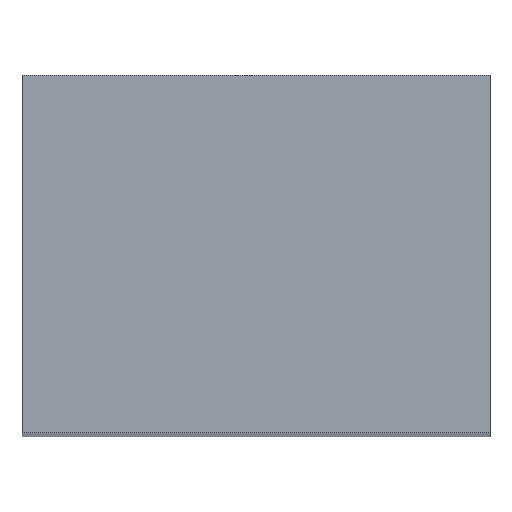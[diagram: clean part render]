
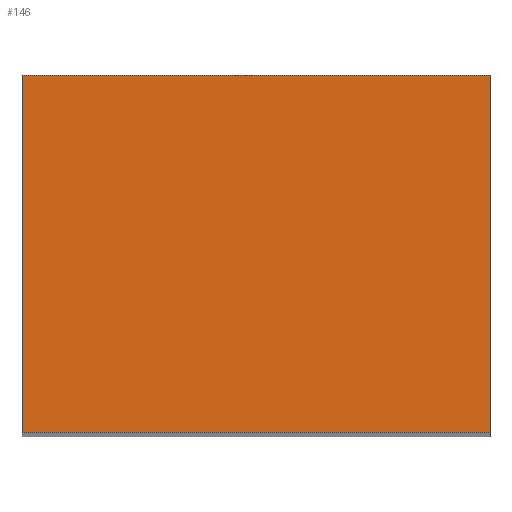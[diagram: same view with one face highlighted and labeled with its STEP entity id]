
A CAD part, top view. The second image highlights one B-rep face of the part: STEP entity #146.
In plain terms, the highlighted planar face has unit normal (0, 0, 1).
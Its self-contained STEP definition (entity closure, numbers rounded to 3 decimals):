
#16 = DIRECTION ( 'NONE',  ( 1., 0., 0. ) ) ;
#25 = EDGE_CURVE ( 'NONE', #61, #120, #153, .T. ) ;
#31 = CARTESIAN_POINT ( 'NONE',  ( 6., -4.583, 32. ) ) ;
#35 = CARTESIAN_POINT ( 'NONE',  ( 0., 0., 32. ) ) ;
#37 = CARTESIAN_POINT ( 'NONE',  ( 0., 0., 32. ) ) ;
#43 = ORIENTED_EDGE ( 'NONE', *, *, #147, .T. ) ;
#46 = FACE_OUTER_BOUND ( 'NONE', #190, .T. ) ;
#61 = VERTEX_POINT ( 'NONE', #37 ) ;
#62 = VECTOR ( 'NONE', #77, 1000. ) ;
#64 = CARTESIAN_POINT ( 'NONE',  ( 6., 0., 32. ) ) ;
#69 = VERTEX_POINT ( 'NONE', #111 ) ;
#70 = ORIENTED_EDGE ( 'NONE', *, *, #200, .T. ) ;
#77 = DIRECTION ( 'NONE',  ( 0., -1., 0. ) ) ;
#88 = VECTOR ( 'NONE', #110, 1000. ) ;
#92 = VECTOR ( 'NONE', #169, 1000. ) ;
#93 = CARTESIAN_POINT ( 'NONE',  ( 0., 0., 32. ) ) ;
#98 = DIRECTION ( 'NONE',  ( -1., 0., 0. ) ) ;
#99 = LINE ( 'NONE', #64, #197 ) ;
#110 = DIRECTION ( 'NONE',  ( 0., 1., 0. ) ) ;
#111 = CARTESIAN_POINT ( 'NONE',  ( 6., 0., 32. ) ) ;
#120 = VERTEX_POINT ( 'NONE', #123 ) ;
#122 = ORIENTED_EDGE ( 'NONE', *, *, #170, .T. ) ;
#123 = CARTESIAN_POINT ( 'NONE',  ( 0., -4.583, 32. ) ) ;
#133 = ORIENTED_EDGE ( 'NONE', *, *, #25, .T. ) ;
#136 = LINE ( 'NONE', #182, #92 ) ;
#140 = VERTEX_POINT ( 'NONE', #31 ) ;
#146 = ADVANCED_FACE ( 'NONE', ( #46 ), #155, .T. ) ;
#147 = EDGE_CURVE ( 'NONE', #120, #140, #136, .T. ) ;
#153 = LINE ( 'NONE', #35, #62 ) ;
#155 = PLANE ( 'NONE',  #167 ) ;
#167 = AXIS2_PLACEMENT_3D ( 'NONE', #93, #199, #16 ) ;
#169 = DIRECTION ( 'NONE',  ( 1., 0., 0. ) ) ;
#170 = EDGE_CURVE ( 'NONE', #69, #61, #99, .T. ) ;
#174 = CARTESIAN_POINT ( 'NONE',  ( 6., -4.583, 32. ) ) ;
#179 = LINE ( 'NONE', #174, #88 ) ;
#182 = CARTESIAN_POINT ( 'NONE',  ( 0., -4.583, 32. ) ) ;
#190 = EDGE_LOOP ( 'NONE', ( #122, #133, #43, #70 ) ) ;
#197 = VECTOR ( 'NONE', #98, 1000. ) ;
#199 = DIRECTION ( 'NONE',  ( 0., 0., 1. ) ) ;
#200 = EDGE_CURVE ( 'NONE', #140, #69, #179, .T. ) ;
